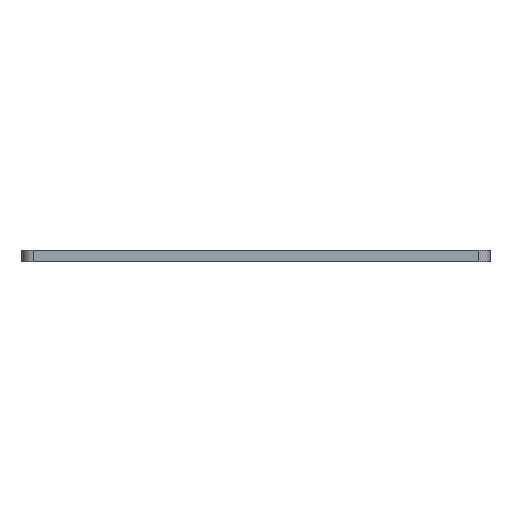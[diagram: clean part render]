
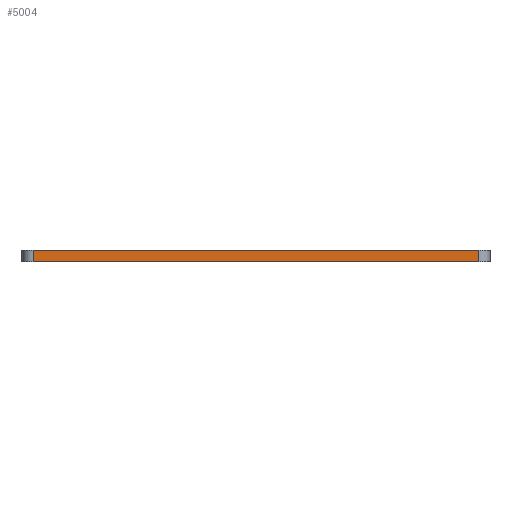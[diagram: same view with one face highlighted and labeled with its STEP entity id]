
A CAD part, left-side view. The second image highlights one B-rep face of the part: STEP entity #5004.
In plain terms, the highlighted planar face has unit normal (-1, 0, 0).
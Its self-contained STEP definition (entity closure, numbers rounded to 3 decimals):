
#84 = PLANE('',#85);
#85 = AXIS2_PLACEMENT_3D('',#86,#87,#88);
#86 = CARTESIAN_POINT('',(181.769,-71.041,1.6));
#87 = DIRECTION('',(0.,0.,1.));
#88 = DIRECTION('',(1.,0.,-0.));
#139 = PLANE('',#140);
#140 = AXIS2_PLACEMENT_3D('',#141,#142,#143);
#141 = CARTESIAN_POINT('',(181.769,-71.041,0.));
#142 = DIRECTION('',(0.,0.,1.));
#143 = DIRECTION('',(1.,0.,-0.));
#194 = CYLINDRICAL_SURFACE('',#195,1.587);
#195 = AXIS2_PLACEMENT_3D('',#196,#197,#198);
#196 = CARTESIAN_POINT('',(130.175,-102.394,0.));
#197 = DIRECTION('',(-0.,-0.,-1.));
#198 = DIRECTION('',(1.,0.,-0.));
#361 = VERTEX_POINT('',#362);
#362 = CARTESIAN_POINT('',(128.588,-39.688,0.));
#377 = CYLINDRICAL_SURFACE('',#378,1.588);
#378 = AXIS2_PLACEMENT_3D('',#379,#380,#381);
#379 = CARTESIAN_POINT('',(130.175,-39.687,0.));
#380 = DIRECTION('',(-0.,-0.,-1.));
#381 = DIRECTION('',(1.,0.,-0.));
#389 = EDGE_CURVE('',#390,#361,#392,.T.);
#390 = VERTEX_POINT('',#391);
#391 = CARTESIAN_POINT('',(128.588,-102.394,0.));
#392 = SURFACE_CURVE('',#393,(#397,#404),.PCURVE_S1.);
#393 = LINE('',#394,#395);
#394 = CARTESIAN_POINT('',(128.588,-102.394,0.));
#395 = VECTOR('',#396,1.);
#396 = DIRECTION('',(0.,1.,0.));
#397 = PCURVE('',#139,#398);
#398 = DEFINITIONAL_REPRESENTATION('',(#399),#403);
#399 = LINE('',#400,#401);
#400 = CARTESIAN_POINT('',(-53.181,-31.353));
#401 = VECTOR('',#402,1.);
#402 = DIRECTION('',(0.,1.));
#403 = ( GEOMETRIC_REPRESENTATION_CONTEXT(2) 
PARAMETRIC_REPRESENTATION_CONTEXT() REPRESENTATION_CONTEXT('2D SPACE',''
  ) );
#404 = PCURVE('',#405,#410);
#405 = PLANE('',#406);
#406 = AXIS2_PLACEMENT_3D('',#407,#408,#409);
#407 = CARTESIAN_POINT('',(128.588,-102.394,0.));
#408 = DIRECTION('',(-1.,0.,0.));
#409 = DIRECTION('',(0.,1.,0.));
#410 = DEFINITIONAL_REPRESENTATION('',(#411),#415);
#411 = LINE('',#412,#413);
#412 = CARTESIAN_POINT('',(0.,0.));
#413 = VECTOR('',#414,1.);
#414 = DIRECTION('',(1.,0.));
#415 = ( GEOMETRIC_REPRESENTATION_CONTEXT(2) 
PARAMETRIC_REPRESENTATION_CONTEXT() REPRESENTATION_CONTEXT('2D SPACE',''
  ) );
#2880 = VERTEX_POINT('',#2881);
#2881 = CARTESIAN_POINT('',(128.588,-39.688,1.6));
#2903 = EDGE_CURVE('',#2904,#2880,#2906,.T.);
#2904 = VERTEX_POINT('',#2905);
#2905 = CARTESIAN_POINT('',(128.588,-102.394,1.6));
#2906 = SURFACE_CURVE('',#2907,(#2911,#2918),.PCURVE_S1.);
#2907 = LINE('',#2908,#2909);
#2908 = CARTESIAN_POINT('',(128.588,-102.394,1.6));
#2909 = VECTOR('',#2910,1.);
#2910 = DIRECTION('',(0.,1.,0.));
#2911 = PCURVE('',#84,#2912);
#2912 = DEFINITIONAL_REPRESENTATION('',(#2913),#2917);
#2913 = LINE('',#2914,#2915);
#2914 = CARTESIAN_POINT('',(-53.181,-31.353));
#2915 = VECTOR('',#2916,1.);
#2916 = DIRECTION('',(0.,1.));
#2917 = ( GEOMETRIC_REPRESENTATION_CONTEXT(2) 
PARAMETRIC_REPRESENTATION_CONTEXT() REPRESENTATION_CONTEXT('2D SPACE',''
  ) );
#2918 = PCURVE('',#405,#2919);
#2919 = DEFINITIONAL_REPRESENTATION('',(#2920),#2924);
#2920 = LINE('',#2921,#2922);
#2921 = CARTESIAN_POINT('',(0.,-1.6));
#2922 = VECTOR('',#2923,1.);
#2923 = DIRECTION('',(1.,0.));
#2924 = ( GEOMETRIC_REPRESENTATION_CONTEXT(2) 
PARAMETRIC_REPRESENTATION_CONTEXT() REPRESENTATION_CONTEXT('2D SPACE',''
  ) );
#4954 = EDGE_CURVE('',#390,#2904,#4955,.T.);
#4955 = SURFACE_CURVE('',#4956,(#4960,#4967),.PCURVE_S1.);
#4956 = LINE('',#4957,#4958);
#4957 = CARTESIAN_POINT('',(128.588,-102.394,0.));
#4958 = VECTOR('',#4959,1.);
#4959 = DIRECTION('',(0.,0.,1.));
#4960 = PCURVE('',#194,#4961);
#4961 = DEFINITIONAL_REPRESENTATION('',(#4962),#4966);
#4962 = LINE('',#4963,#4964);
#4963 = CARTESIAN_POINT('',(-3.141,0.));
#4964 = VECTOR('',#4965,1.);
#4965 = DIRECTION('',(-0.,-1.));
#4966 = ( GEOMETRIC_REPRESENTATION_CONTEXT(2) 
PARAMETRIC_REPRESENTATION_CONTEXT() REPRESENTATION_CONTEXT('2D SPACE',''
  ) );
#4967 = PCURVE('',#405,#4968);
#4968 = DEFINITIONAL_REPRESENTATION('',(#4969),#4973);
#4969 = LINE('',#4970,#4971);
#4970 = CARTESIAN_POINT('',(0.,0.));
#4971 = VECTOR('',#4972,1.);
#4972 = DIRECTION('',(0.,-1.));
#4973 = ( GEOMETRIC_REPRESENTATION_CONTEXT(2) 
PARAMETRIC_REPRESENTATION_CONTEXT() REPRESENTATION_CONTEXT('2D SPACE',''
  ) );
#5004 = ADVANCED_FACE('',(#5005),#405,.T.);
#5005 = FACE_BOUND('',#5006,.T.);
#5006 = EDGE_LOOP('',(#5007,#5008,#5009,#5030));
#5007 = ORIENTED_EDGE('',*,*,#4954,.T.);
#5008 = ORIENTED_EDGE('',*,*,#2903,.T.);
#5009 = ORIENTED_EDGE('',*,*,#5010,.F.);
#5010 = EDGE_CURVE('',#361,#2880,#5011,.T.);
#5011 = SURFACE_CURVE('',#5012,(#5016,#5023),.PCURVE_S1.);
#5012 = LINE('',#5013,#5014);
#5013 = CARTESIAN_POINT('',(128.588,-39.688,0.));
#5014 = VECTOR('',#5015,1.);
#5015 = DIRECTION('',(0.,0.,1.));
#5016 = PCURVE('',#405,#5017);
#5017 = DEFINITIONAL_REPRESENTATION('',(#5018),#5022);
#5018 = LINE('',#5019,#5020);
#5019 = CARTESIAN_POINT('',(62.706,0.));
#5020 = VECTOR('',#5021,1.);
#5021 = DIRECTION('',(0.,-1.));
#5022 = ( GEOMETRIC_REPRESENTATION_CONTEXT(2) 
PARAMETRIC_REPRESENTATION_CONTEXT() REPRESENTATION_CONTEXT('2D SPACE',''
  ) );
#5023 = PCURVE('',#377,#5024);
#5024 = DEFINITIONAL_REPRESENTATION('',(#5025),#5029);
#5025 = LINE('',#5026,#5027);
#5026 = CARTESIAN_POINT('',(-3.142,0.));
#5027 = VECTOR('',#5028,1.);
#5028 = DIRECTION('',(-0.,-1.));
#5029 = ( GEOMETRIC_REPRESENTATION_CONTEXT(2) 
PARAMETRIC_REPRESENTATION_CONTEXT() REPRESENTATION_CONTEXT('2D SPACE',''
  ) );
#5030 = ORIENTED_EDGE('',*,*,#389,.F.);
